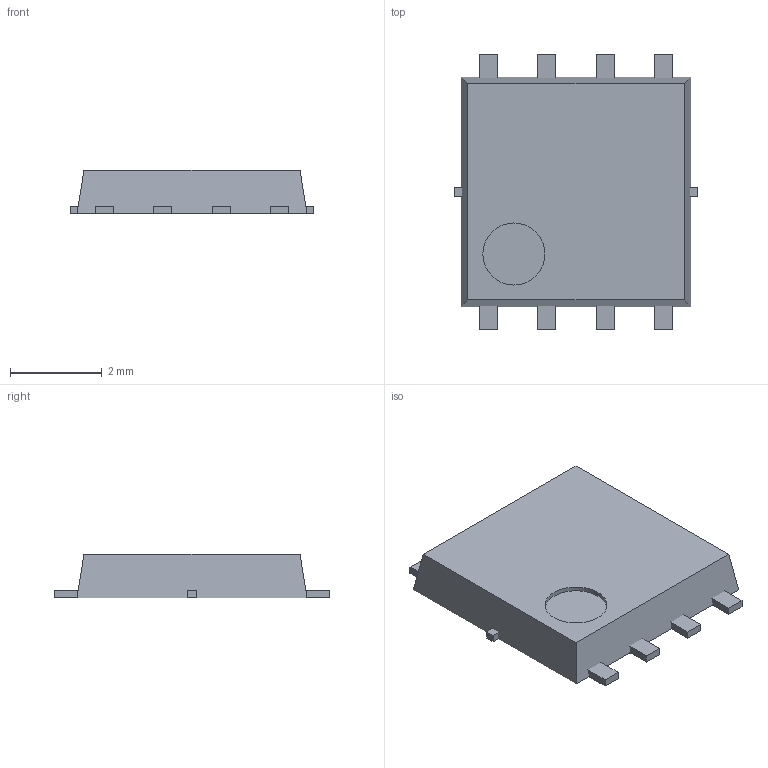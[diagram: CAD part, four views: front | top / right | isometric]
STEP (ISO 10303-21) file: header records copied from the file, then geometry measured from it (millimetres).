
FILE_DESCRIPTION(('FreeCAD Model'),'2;1');
FILE_NAME('Open CASCADE Shape Model','2023-04-24T11:37:00',( 'David Bozec'),(''),'Open CASCADE STEP processor 7.6','FreeCAD', 'Unknown');
FILE_SCHEMA(('AUTOMOTIVE_DESIGN { 1 0 10303 214 1 1 1 1 }'));
Length unit declared in the file: millimetre
Products named in the file (3): 2-5Q1S; Body; Pins
Assembly tree (2 placements, depth 2):
  2-5Q1S
    Body
    Pins
Bounding box: 5.3 x 6 x 0.95 mm (x, y, z)
Volume: 25.1 mm3; surface area: 106.1 mm2
Topology: 6 solids, 6 shells, 70 faces, 167 edges, 110 vertices
Faces by surface type: plane 69, cylinder 1
Full cylindrical faces by diameter (mm): 1.35 x1
Entity records: 2076 total; most frequent: CARTESIAN_POINT 350, ORIENTED_EDGE 334, DIRECTION 315, EDGE_CURVE 167, LINE 165, VECTOR 165, VERTEX_POINT 110, AXIS2_PLACEMENT_3D 75
